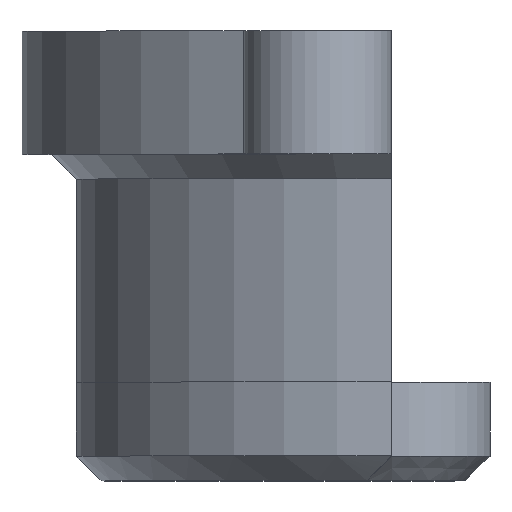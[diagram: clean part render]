
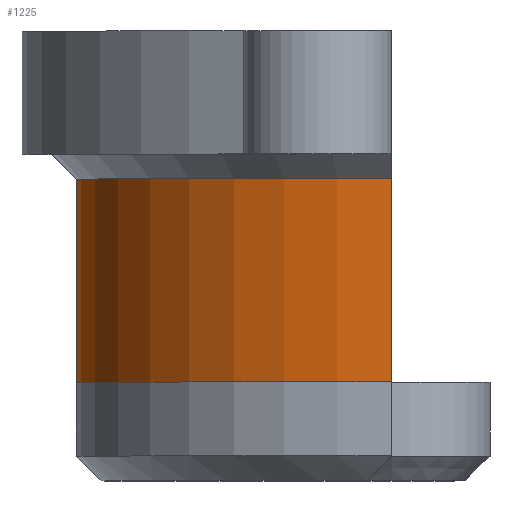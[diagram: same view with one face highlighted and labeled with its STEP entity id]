
A CAD part, top view. The second image highlights one B-rep face of the part: STEP entity #1225.
In plain terms, the highlighted cylindrical face has radius 12.8 mm (diameter 25.6 mm), a partial arc.
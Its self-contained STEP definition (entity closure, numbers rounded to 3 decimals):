
#156 = PLANE('',#157);
#157 = AXIS2_PLACEMENT_3D('',#158,#159,#160);
#158 = CARTESIAN_POINT('',(7.9,-48.,-113.25));
#159 = DIRECTION('',(1.,0.,0.));
#160 = DIRECTION('',(0.,0.,-1.));
#214 = CONICAL_SURFACE('',#215,12.8,0.785);
#215 = AXIS2_PLACEMENT_3D('',#216,#217,#218);
#216 = CARTESIAN_POINT('',(7.9,-49.,-126.05));
#217 = DIRECTION('',(-0.,1.,0.));
#218 = DIRECTION('',(0.,0.,1.));
#475 = EDGE_CURVE('',#476,#478,#480,.T.);
#476 = VERTEX_POINT('',#477);
#477 = CARTESIAN_POINT('',(7.9,-49.,-113.25));
#478 = VERTEX_POINT('',#479);
#479 = CARTESIAN_POINT('',(7.9,-57.25,-113.25));
#480 = SURFACE_CURVE('',#481,(#485,#492),.PCURVE_S1.);
#481 = LINE('',#482,#483);
#482 = CARTESIAN_POINT('',(7.9,-48.,-113.25));
#483 = VECTOR('',#484,1.);
#484 = DIRECTION('',(0.,-1.,0.));
#485 = PCURVE('',#156,#486);
#486 = DEFINITIONAL_REPRESENTATION('',(#487),#491);
#487 = LINE('',#488,#489);
#488 = CARTESIAN_POINT('',(-0.,0.));
#489 = VECTOR('',#490,1.);
#490 = DIRECTION('',(0.,-1.));
#491 = ( GEOMETRIC_REPRESENTATION_CONTEXT(2) 
PARAMETRIC_REPRESENTATION_CONTEXT() REPRESENTATION_CONTEXT('2D SPACE',''
  ) );
#492 = PCURVE('',#493,#498);
#493 = CYLINDRICAL_SURFACE('',#494,12.8);
#494 = AXIS2_PLACEMENT_3D('',#495,#496,#497);
#495 = CARTESIAN_POINT('',(7.9,-48.,-126.05));
#496 = DIRECTION('',(0.,1.,0.));
#497 = DIRECTION('',(1.,0.,0.));
#498 = DEFINITIONAL_REPRESENTATION('',(#499),#503);
#499 = LINE('',#500,#501);
#500 = CARTESIAN_POINT('',(-1.571,0.));
#501 = VECTOR('',#502,1.);
#502 = DIRECTION('',(-0.,-1.));
#503 = ( GEOMETRIC_REPRESENTATION_CONTEXT(2) 
PARAMETRIC_REPRESENTATION_CONTEXT() REPRESENTATION_CONTEXT('2D SPACE',''
  ) );
#918 = VERTEX_POINT('',#919);
#919 = CARTESIAN_POINT('',(7.9,-49.,-138.85));
#933 = PLANE('',#934);
#934 = AXIS2_PLACEMENT_3D('',#935,#936,#937);
#935 = CARTESIAN_POINT('',(7.9,-48.,-138.85));
#936 = DIRECTION('',(-1.,0.,0.));
#937 = DIRECTION('',(0.,0.,1.));
#945 = EDGE_CURVE('',#476,#918,#946,.T.);
#946 = SURFACE_CURVE('',#947,(#952,#959),.PCURVE_S1.);
#947 = CIRCLE('',#948,12.8);
#948 = AXIS2_PLACEMENT_3D('',#949,#950,#951);
#949 = CARTESIAN_POINT('',(7.9,-49.,-126.05));
#950 = DIRECTION('',(0.,-1.,0.));
#951 = DIRECTION('',(0.,0.,1.));
#952 = PCURVE('',#214,#953);
#953 = DEFINITIONAL_REPRESENTATION('',(#954),#958);
#954 = LINE('',#955,#956);
#955 = CARTESIAN_POINT('',(-0.,-0.));
#956 = VECTOR('',#957,1.);
#957 = DIRECTION('',(-1.,-0.));
#958 = ( GEOMETRIC_REPRESENTATION_CONTEXT(2) 
PARAMETRIC_REPRESENTATION_CONTEXT() REPRESENTATION_CONTEXT('2D SPACE',''
  ) );
#959 = PCURVE('',#493,#960);
#960 = DEFINITIONAL_REPRESENTATION('',(#961),#965);
#961 = LINE('',#962,#963);
#962 = CARTESIAN_POINT('',(-1.571,-1.));
#963 = VECTOR('',#964,1.);
#964 = DIRECTION('',(-1.,0.));
#965 = ( GEOMETRIC_REPRESENTATION_CONTEXT(2) 
PARAMETRIC_REPRESENTATION_CONTEXT() REPRESENTATION_CONTEXT('2D SPACE',''
  ) );
#1225 = ADVANCED_FACE('',(#1226),#493,.T.);
#1226 = FACE_BOUND('',#1227,.F.);
#1227 = EDGE_LOOP('',(#1228,#1229,#1262,#1283));
#1228 = ORIENTED_EDGE('',*,*,#475,.T.);
#1229 = ORIENTED_EDGE('',*,*,#1230,.T.);
#1230 = EDGE_CURVE('',#478,#1231,#1233,.T.);
#1231 = VERTEX_POINT('',#1232);
#1232 = CARTESIAN_POINT('',(7.9,-57.25,-138.85));
#1233 = SURFACE_CURVE('',#1234,(#1239,#1246),.PCURVE_S1.);
#1234 = CIRCLE('',#1235,12.8);
#1235 = AXIS2_PLACEMENT_3D('',#1236,#1237,#1238);
#1236 = CARTESIAN_POINT('',(7.9,-57.25,-126.05));
#1237 = DIRECTION('',(0.,-1.,0.));
#1238 = DIRECTION('',(1.,0.,0.));
#1239 = PCURVE('',#493,#1240);
#1240 = DEFINITIONAL_REPRESENTATION('',(#1241),#1245);
#1241 = LINE('',#1242,#1243);
#1242 = CARTESIAN_POINT('',(-0.,-9.25));
#1243 = VECTOR('',#1244,1.);
#1244 = DIRECTION('',(-1.,0.));
#1245 = ( GEOMETRIC_REPRESENTATION_CONTEXT(2) 
PARAMETRIC_REPRESENTATION_CONTEXT() REPRESENTATION_CONTEXT('2D SPACE',''
  ) );
#1246 = PCURVE('',#1247,#1252);
#1247 = PLANE('',#1248);
#1248 = AXIS2_PLACEMENT_3D('',#1249,#1250,#1251);
#1249 = CARTESIAN_POINT('',(1.725,-57.25,-126.05));
#1250 = DIRECTION('',(0.,1.,0.));
#1251 = DIRECTION('',(0.,0.,1.));
#1252 = DEFINITIONAL_REPRESENTATION('',(#1253),#1261);
#1253 = ( BOUNDED_CURVE() B_SPLINE_CURVE(2,(#1254,#1255,#1256,#1257,
#1258,#1259,#1260),.UNSPECIFIED.,.T.,.F.) B_SPLINE_CURVE_WITH_KNOTS((1,2
    ,2,2,2,1),(-2.094,0.,2.094,4.189,
6.283,8.378),.UNSPECIFIED.) CURVE() 
GEOMETRIC_REPRESENTATION_ITEM() RATIONAL_B_SPLINE_CURVE((1.,0.5,1.,0.5,
1.,0.5,1.)) REPRESENTATION_ITEM('') );
#1254 = CARTESIAN_POINT('',(0.,18.975));
#1255 = CARTESIAN_POINT('',(22.17,18.975));
#1256 = CARTESIAN_POINT('',(11.085,-0.225));
#1257 = CARTESIAN_POINT('',(0.,-19.425));
#1258 = CARTESIAN_POINT('',(-11.085,-0.225));
#1259 = CARTESIAN_POINT('',(-22.17,18.975));
#1260 = CARTESIAN_POINT('',(0.,18.975));
#1261 = ( GEOMETRIC_REPRESENTATION_CONTEXT(2) 
PARAMETRIC_REPRESENTATION_CONTEXT() REPRESENTATION_CONTEXT('2D SPACE',''
  ) );
#1262 = ORIENTED_EDGE('',*,*,#1263,.F.);
#1263 = EDGE_CURVE('',#918,#1231,#1264,.T.);
#1264 = SURFACE_CURVE('',#1265,(#1269,#1276),.PCURVE_S1.);
#1265 = LINE('',#1266,#1267);
#1266 = CARTESIAN_POINT('',(7.9,-48.,-138.85));
#1267 = VECTOR('',#1268,1.);
#1268 = DIRECTION('',(0.,-1.,0.));
#1269 = PCURVE('',#493,#1270);
#1270 = DEFINITIONAL_REPRESENTATION('',(#1271),#1275);
#1271 = LINE('',#1272,#1273);
#1272 = CARTESIAN_POINT('',(-4.712,0.));
#1273 = VECTOR('',#1274,1.);
#1274 = DIRECTION('',(-0.,-1.));
#1275 = ( GEOMETRIC_REPRESENTATION_CONTEXT(2) 
PARAMETRIC_REPRESENTATION_CONTEXT() REPRESENTATION_CONTEXT('2D SPACE',''
  ) );
#1276 = PCURVE('',#933,#1277);
#1277 = DEFINITIONAL_REPRESENTATION('',(#1278),#1282);
#1278 = LINE('',#1279,#1280);
#1279 = CARTESIAN_POINT('',(0.,0.));
#1280 = VECTOR('',#1281,1.);
#1281 = DIRECTION('',(0.,-1.));
#1282 = ( GEOMETRIC_REPRESENTATION_CONTEXT(2) 
PARAMETRIC_REPRESENTATION_CONTEXT() REPRESENTATION_CONTEXT('2D SPACE',''
  ) );
#1283 = ORIENTED_EDGE('',*,*,#945,.F.);
